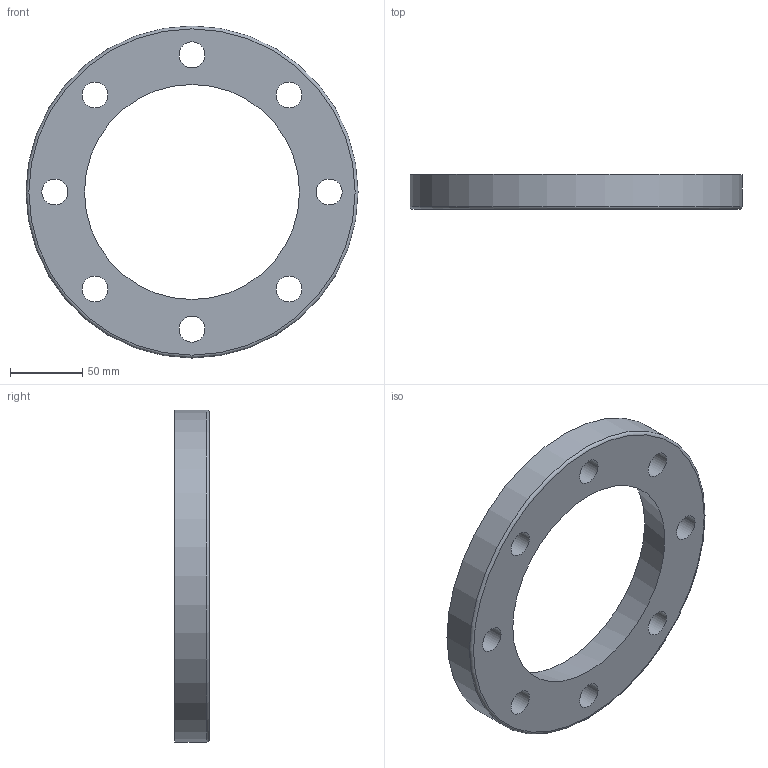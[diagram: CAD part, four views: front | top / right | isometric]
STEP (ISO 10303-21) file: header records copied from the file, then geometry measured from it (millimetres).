
FILE_DESCRIPTION(/* description */ (''),/* implementation_level */ '2;1');
FILE_NAME(/* name */ 'BR001250.stp',/* time_stamp */ '2016-10-25T12:00:29+02:00',/* author */ ('Gabriele'),/* organization */ (''),/* preprocessor_version */ 'ST-DEVELOPER v16.5',/* originating_system */ 'Autodesk Inventor 2017',/* authorisation */ '');
FILE_SCHEMA (('AUTOMOTIVE_DESIGN { 1 0 10303 214 3 1 1 }'));
Length unit declared in the file: millimetre
Products named in the file (1): BR001250
Bounding box: 230 x 24 x 230 mm (x, y, z)
Volume: 445503.3 mm3; surface area: 97659.8 mm2
Topology: 1 solids, 1 shells, 813 faces, 1704 edges, 925 vertices
Faces by surface type: torus 321, cylinder 297, sphere 128, plane 66, cone 1
Full cylindrical faces by diameter (mm): 18 x8, 230 x1
Entity records: 21588 total; most frequent: DIRECTION 4614, CARTESIAN_POINT 3416, ORIENTED_EDGE 3370, AXIS2_PLACEMENT_3D 2115, EDGE_CURVE 1685, CIRCLE 1301, VERTEX_POINT 917, EDGE_LOOP 874
